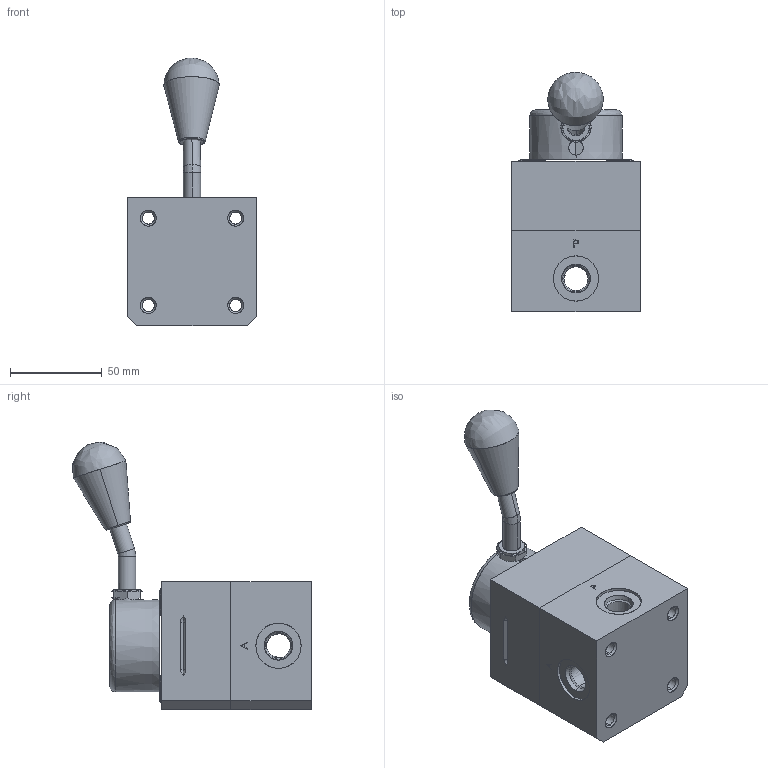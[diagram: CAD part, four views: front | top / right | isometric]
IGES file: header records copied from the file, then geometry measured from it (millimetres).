
Start section: SolidWorks IGES file using analytic representation for surfaces
Global section: file name: TSK6334-AS10.IGS; native system: SolidWorks 2011; preprocessor: SolidWorks 2011; author: pcw; date: 130219.141436; units: millimetre
Bounding box: 70 x 130.36 x 146.06 mm (x, y, z)
Surface area: 56879.9 mm2 (no closed solid volume)
Topology: 0 solids, 0 shells, 253 faces, 3305 edges, 3305 vertices
Faces by surface type: revolution 131, bspline 122
